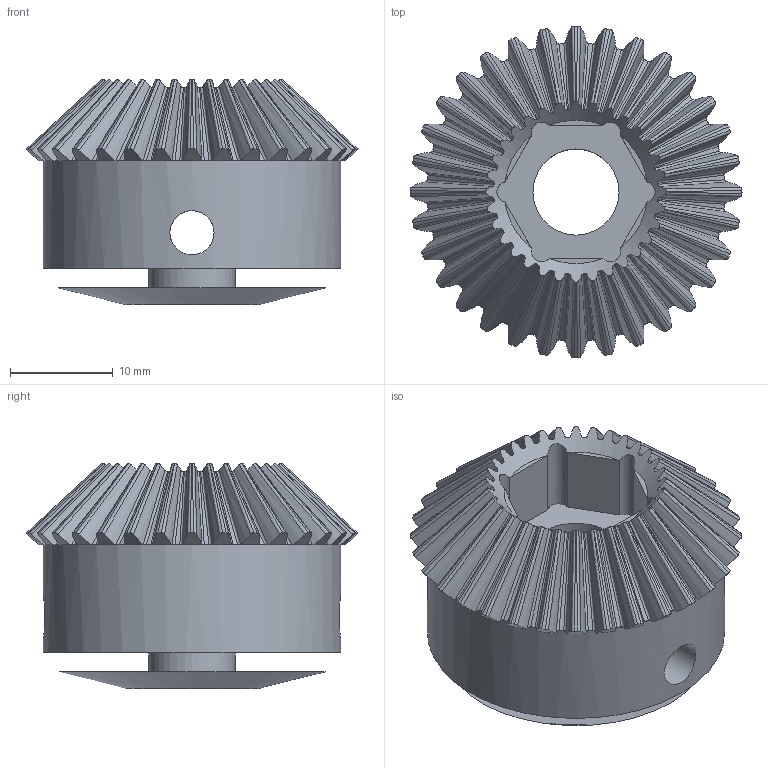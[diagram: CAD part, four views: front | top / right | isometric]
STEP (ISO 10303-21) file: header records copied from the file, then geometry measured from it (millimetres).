
FILE_DESCRIPTION( ( 'STEP AP203' ), '1' );
FILE_NAME( ' ', ' ', ( ' ' ), ( ' ' ), 'PSStep 10.0', ' ', ' ' );
FILE_SCHEMA( ( 'CONFIG_CONTROL_DESIGN' ) );
Length unit declared in the file: millimetre
Products named in the file (1): 1
Bounding box: 32.37 x 32.37 x 21.94 mm (x, y, z)
Volume: 8451.8 mm3; surface area: 4019.2 mm2
Topology: 1 solids, 1 shells, 317 faces, 936 edges, 624 vertices
Faces by surface type: bspline 192, plane 79, cone 34, cylinder 10, revolution 2
Full cylindrical faces by diameter (mm): 4.3 x2, 8.4 x1, 29 x1
Entity records: 20929 total; most frequent: CARTESIAN_POINT 14470, ORIENTED_EDGE 1858, EDGE_CURVE 929, B_SPLINE_CURVE_WITH_KNOTS 715, VERTEX_POINT 623, DIRECTION 595, EDGE_LOOP 330, FACE_OUTER_BOUND 321
